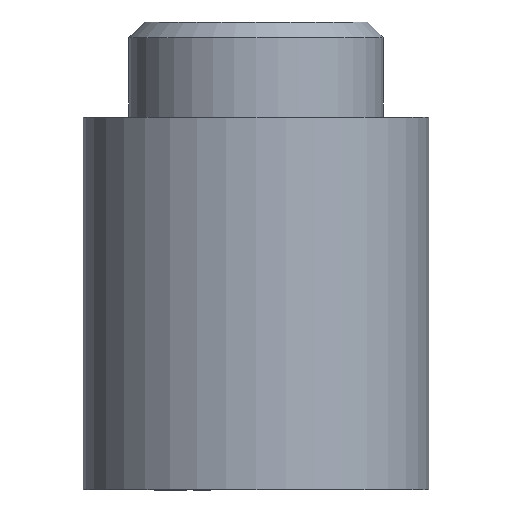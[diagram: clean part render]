
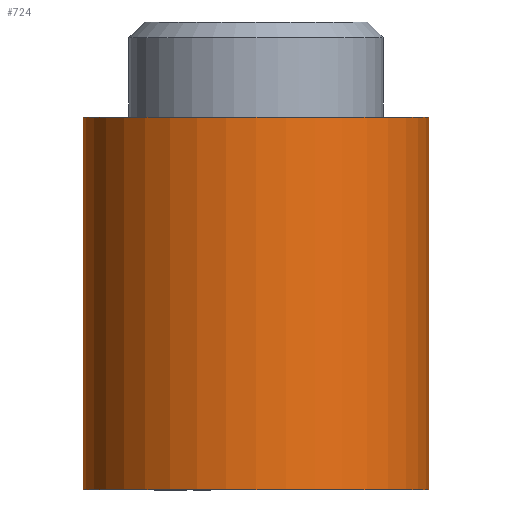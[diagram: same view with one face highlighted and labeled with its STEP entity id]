
A CAD part, front view. The second image highlights one B-rep face of the part: STEP entity #724.
In plain terms, the highlighted cylindrical face has radius 2.78 mm (diameter 5.56 mm), a full revolution.
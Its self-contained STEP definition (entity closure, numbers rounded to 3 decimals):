
#61=FACE_OUTER_BOUND('',#102,.T.);
#102=EDGE_LOOP('',(#642,#643,#644,#645));
#114=CIRCLE('',#784,2.78);
#115=CIRCLE('',#785,2.78);
#216=LINE('',#3197,#249);
#249=VECTOR('',#910,2.78);
#321=VERTEX_POINT('',#3194);
#322=VERTEX_POINT('',#3196);
#430=EDGE_CURVE('',#321,#321,#114,.T.);
#431=EDGE_CURVE('',#321,#322,#216,.T.);
#432=EDGE_CURVE('',#322,#322,#115,.T.);
#642=ORIENTED_EDGE('',*,*,#430,.F.);
#643=ORIENTED_EDGE('',*,*,#431,.T.);
#644=ORIENTED_EDGE('',*,*,#432,.T.);
#645=ORIENTED_EDGE('',*,*,#431,.F.);
#686=CYLINDRICAL_SURFACE('',#783,2.78);
#724=ADVANCED_FACE('',(#61),#686,.T.);
#783=AXIS2_PLACEMENT_3D('',#3193,#906,#907);
#784=AXIS2_PLACEMENT_3D('',#3195,#908,#909);
#785=AXIS2_PLACEMENT_3D('',#3198,#911,#912);
#906=DIRECTION('center_axis',(0.,0.,1.));
#907=DIRECTION('ref_axis',(1.,0.,0.));
#908=DIRECTION('center_axis',(0.,0.,1.));
#909=DIRECTION('ref_axis',(1.,0.,0.));
#910=DIRECTION('',(0.,0.,-1.));
#911=DIRECTION('center_axis',(0.,0.,1.));
#912=DIRECTION('ref_axis',(1.,0.,0.));
#3193=CARTESIAN_POINT('Origin',(0.,0.,0.));
#3194=CARTESIAN_POINT('',(-2.78,0.,6.));
#3195=CARTESIAN_POINT('Origin',(0.,0.,6.));
#3196=CARTESIAN_POINT('',(-2.78,0.,0.));
#3197=CARTESIAN_POINT('',(-2.78,0.,0.));
#3198=CARTESIAN_POINT('Origin',(0.,0.,0.));
